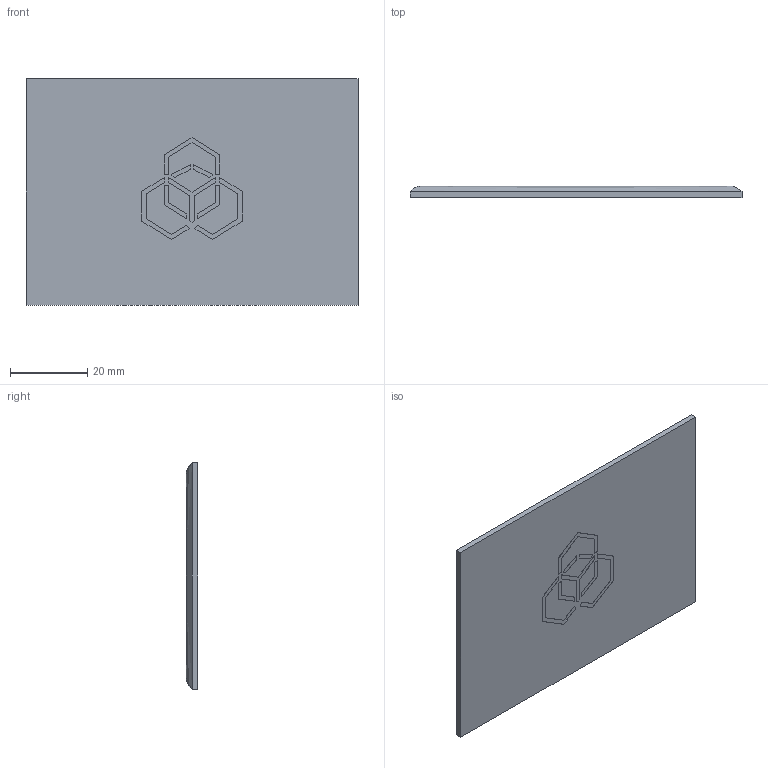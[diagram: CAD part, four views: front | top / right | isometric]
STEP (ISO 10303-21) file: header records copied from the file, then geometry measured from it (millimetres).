
FILE_DESCRIPTION (( 'STEP AP214' ), '1' );
FILE_NAME ('Ñîëíå÷íàÿ ïàíåëü 5Â-120ìÀ.STEP', '2015-09-27T12:00:57', ( '' ), ( '' ), 'SwSTEP 2.0', 'SolidWorks 2015', '' );
FILE_SCHEMA (( 'AUTOMOTIVE_DESIGN' ));
Length unit declared in the file: millimetre
Products named in the file (1): Ñîëíå÷íàÿ ïàíåëü 5Â-120ìÀ
Bounding box: 86 x 3 x 58.6 mm (x, y, z)
Volume: 14726.2 mm3; surface area: 21419.4 mm2
Topology: 68 solids, 68 shells, 478 faces, 1002 edges, 668 vertices
Faces by surface type: plane 474, bspline 4
Entity records: 17707 total; most frequent: CARTESIAN_POINT 2371, ORIENTED_EDGE 2004, DIRECTION 1940, EDGE_CURVE 1002, LINE 990, VECTOR 990, VERTEX_POINT 668, EDGE_LOOP 486
